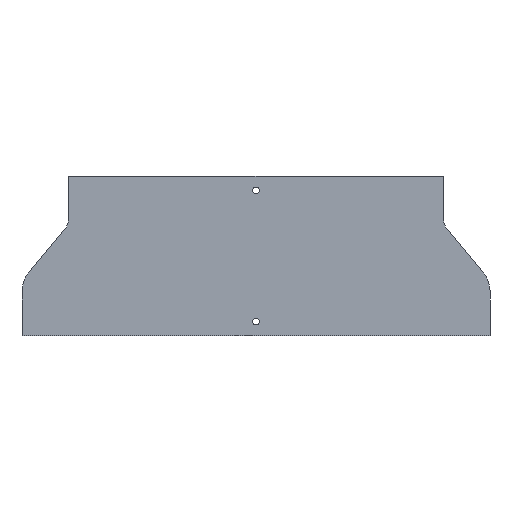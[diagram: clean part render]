
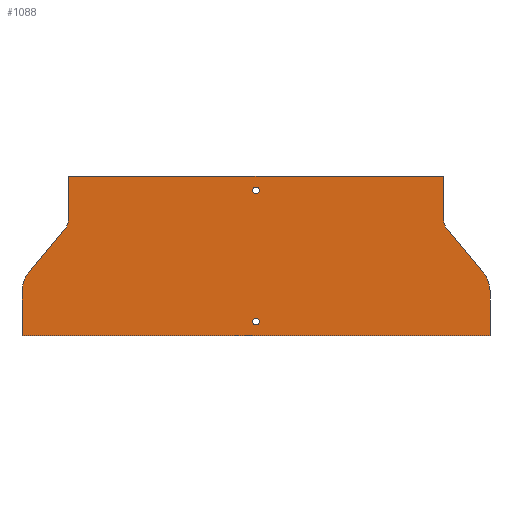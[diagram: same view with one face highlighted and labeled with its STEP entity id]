
A CAD part, front view. The second image highlights one B-rep face of the part: STEP entity #1088.
In plain terms, the highlighted planar face has unit normal (0, -1, 0).
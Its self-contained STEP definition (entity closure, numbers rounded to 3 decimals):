
#6 = EDGE_LOOP ( 'NONE', ( #1140 ) ) ;
#13 = DIRECTION ( 'NONE',  ( 0., -1., 0. ) ) ;
#14 = DIRECTION ( 'NONE',  ( 0., 0., -1. ) ) ;
#34 = LINE ( 'NONE', #1342, #36 ) ;
#36 = VECTOR ( 'NONE', #1296, 1000. ) ;
#49 = LINE ( 'NONE', #1375, #54 ) ;
#54 = VECTOR ( 'NONE', #1379, 1000. ) ;
#60 = LINE ( 'NONE', #1409, #62 ) ;
#62 = VECTOR ( 'NONE', #1363, 1000. ) ;
#65 = CIRCLE ( 'NONE', #305, 20. ) ;
#70 = LINE ( 'NONE', #1277, #72 ) ;
#72 = VECTOR ( 'NONE', #1308, 1000. ) ;
#75 = CIRCLE ( 'NONE', #307, 30. ) ;
#86 = LINE ( 'NONE', #1314, #88 ) ;
#88 = VECTOR ( 'NONE', #1315, 1000. ) ;
#91 = LINE ( 'NONE', #1402, #94 ) ;
#94 = VECTOR ( 'NONE', #1365, 1000. ) ;
#108 = LINE ( 'NONE', #1273, #112 ) ;
#112 = VECTOR ( 'NONE', #1350, 1000. ) ;
#115 = CIRCLE ( 'NONE', #313, 30. ) ;
#120 = LINE ( 'NONE', #1300, #122 ) ;
#122 = VECTOR ( 'NONE', #1297, 1000. ) ;
#125 = CIRCLE ( 'NONE', #315, 20. ) ;
#128 = CIRCLE ( 'NONE', #317, 3.5 ) ;
#131 = CIRCLE ( 'NONE', #318, 3.5 ) ;
#227 = FACE_OUTER_BOUND ( 'NONE', #1534, .T. ) ;
#235 = FACE_BOUND ( 'NONE', #662, .T. ) ;
#241 = FACE_BOUND ( 'NONE', #6, .T. ) ;
#285 = VERTEX_POINT ( 'NONE', #507 ) ;
#291 = VERTEX_POINT ( 'NONE', #503 ) ;
#305 = AXIS2_PLACEMENT_3D ( 'NONE', #1321, #1322, #1276 ) ;
#307 = AXIS2_PLACEMENT_3D ( 'NONE', #1312, #1318, #1319 ) ;
#313 = AXIS2_PLACEMENT_3D ( 'NONE', #1298, #1299, #1294 ) ;
#315 = AXIS2_PLACEMENT_3D ( 'NONE', #1387, #1386, #1362 ) ;
#317 = AXIS2_PLACEMENT_3D ( 'NONE', #1355, #13, #14 ) ;
#318 = AXIS2_PLACEMENT_3D ( 'NONE', #829, #830, #831 ) ;
#342 = AXIS2_PLACEMENT_3D ( 'NONE', #982, #979, #986 ) ;
#426 = CARTESIAN_POINT ( 'NONE',  ( 243.047, 0., -103.035 ) ) ;
#428 = CARTESIAN_POINT ( 'NONE',  ( -200., 0., -44.139 ) ) ;
#442 = CARTESIAN_POINT ( 'NONE',  ( 250., 0., -122.241 ) ) ;
#444 = CARTESIAN_POINT ( 'NONE',  ( 200., 0., -44.139 ) ) ;
#449 = CARTESIAN_POINT ( 'NONE',  ( -200., 0., 0. ) ) ;
#450 = CARTESIAN_POINT ( 'NONE',  ( 200., 0., 0. ) ) ;
#455 = CARTESIAN_POINT ( 'NONE',  ( 204.636, 0., -56.942 ) ) ;
#460 = CARTESIAN_POINT ( 'NONE',  ( 250., 0., -170. ) ) ;
#467 = CARTESIAN_POINT ( 'NONE',  ( -250., 0., -170. ) ) ;
#470 = CARTESIAN_POINT ( 'NONE',  ( -250., 0., -122.241 ) ) ;
#475 = CARTESIAN_POINT ( 'NONE',  ( -204.636, 0., -56.942 ) ) ;
#477 = CARTESIAN_POINT ( 'NONE',  ( -243.047, 0., -103.035 ) ) ;
#503 = CARTESIAN_POINT ( 'NONE',  ( 0., 0., -158.5 ) ) ;
#507 = CARTESIAN_POINT ( 'NONE',  ( 0., 0., -18.5 ) ) ;
#550 = EDGE_CURVE ( 'NONE', #1428, #1449, #34, .T. ) ;
#559 = EDGE_CURVE ( 'NONE', #1449, #1450, #49, .T. ) ;
#564 = EDGE_CURVE ( 'NONE', #1450, #1444, #60, .T. ) ;
#567 = EDGE_CURVE ( 'NONE', #1444, #1455, #65, .T. ) ;
#570 = EDGE_CURVE ( 'NONE', #1455, #1424, #70, .T. ) ;
#573 = EDGE_CURVE ( 'NONE', #1424, #1442, #75, .T. ) ;
#580 = EDGE_CURVE ( 'NONE', #1442, #1460, #86, .T. ) ;
#583 = EDGE_CURVE ( 'NONE', #1460, #1467, #91, .T. ) ;
#593 = EDGE_CURVE ( 'NONE', #1467, #1470, #108, .T. ) ;
#596 = EDGE_CURVE ( 'NONE', #1470, #1477, #115, .T. ) ;
#599 = EDGE_CURVE ( 'NONE', #1477, #1475, #120, .T. ) ;
#602 = EDGE_CURVE ( 'NONE', #1475, #1428, #125, .T. ) ;
#604 = EDGE_CURVE ( 'NONE', #291, #291, #128, .T. ) ;
#605 = EDGE_CURVE ( 'NONE', #285, #285, #131, .T. ) ;
#662 = EDGE_LOOP ( 'NONE', ( #1141 ) ) ;
#829 = CARTESIAN_POINT ( 'NONE',  ( 0., 0., -15. ) ) ;
#830 = DIRECTION ( 'NONE',  ( 0., -1., 0. ) ) ;
#831 = DIRECTION ( 'NONE',  ( 0., 0., -1. ) ) ;
#979 = DIRECTION ( 'NONE',  ( 0., 1., 0. ) ) ;
#982 = CARTESIAN_POINT ( 'NONE',  ( -220., 0., -44.139 ) ) ;
#984 = PLANE ( 'NONE',  #342 ) ;
#986 = DIRECTION ( 'NONE',  ( 0., 0., 1. ) ) ;
#1088 = ADVANCED_FACE ( 'NONE', ( #235, #241, #227 ), #984, .F. ) ;
#1128 = ORIENTED_EDGE ( 'NONE', *, *, #596, .F. ) ;
#1129 = ORIENTED_EDGE ( 'NONE', *, *, #599, .F. ) ;
#1130 = ORIENTED_EDGE ( 'NONE', *, *, #602, .F. ) ;
#1131 = ORIENTED_EDGE ( 'NONE', *, *, #550, .F. ) ;
#1132 = ORIENTED_EDGE ( 'NONE', *, *, #559, .F. ) ;
#1133 = ORIENTED_EDGE ( 'NONE', *, *, #564, .F. ) ;
#1134 = ORIENTED_EDGE ( 'NONE', *, *, #567, .F. ) ;
#1135 = ORIENTED_EDGE ( 'NONE', *, *, #570, .F. ) ;
#1136 = ORIENTED_EDGE ( 'NONE', *, *, #573, .F. ) ;
#1137 = ORIENTED_EDGE ( 'NONE', *, *, #580, .F. ) ;
#1138 = ORIENTED_EDGE ( 'NONE', *, *, #583, .F. ) ;
#1139 = ORIENTED_EDGE ( 'NONE', *, *, #593, .F. ) ;
#1140 = ORIENTED_EDGE ( 'NONE', *, *, #605, .F. ) ;
#1141 = ORIENTED_EDGE ( 'NONE', *, *, #604, .F. ) ;
#1273 = CARTESIAN_POINT ( 'NONE',  ( -250., 0., -122.241 ) ) ;
#1276 = DIRECTION ( 'NONE',  ( 0., 0., -1. ) ) ;
#1277 = CARTESIAN_POINT ( 'NONE',  ( 204.636, 0., -56.942 ) ) ;
#1294 = DIRECTION ( 'NONE',  ( 0., 0., 1. ) ) ;
#1296 = DIRECTION ( 'NONE',  ( 0., 0., 1. ) ) ;
#1297 = DIRECTION ( 'NONE',  ( 0.64, 0., 0.768 ) ) ;
#1298 = CARTESIAN_POINT ( 'NONE',  ( -220., 0., -122.241 ) ) ;
#1299 = DIRECTION ( 'NONE',  ( 0., 1., 0. ) ) ;
#1300 = CARTESIAN_POINT ( 'NONE',  ( -204.636, 0., -56.942 ) ) ;
#1308 = DIRECTION ( 'NONE',  ( 0.64, 0., -0.768 ) ) ;
#1312 = CARTESIAN_POINT ( 'NONE',  ( 220., 0., -122.241 ) ) ;
#1314 = CARTESIAN_POINT ( 'NONE',  ( 250., 0., -122.241 ) ) ;
#1315 = DIRECTION ( 'NONE',  ( 0., 0., -1. ) ) ;
#1318 = DIRECTION ( 'NONE',  ( 0., 1., 0. ) ) ;
#1319 = DIRECTION ( 'NONE',  ( 0., 0., -1. ) ) ;
#1321 = CARTESIAN_POINT ( 'NONE',  ( 220., 0., -44.139 ) ) ;
#1322 = DIRECTION ( 'NONE',  ( 0., -1., 0. ) ) ;
#1342 = CARTESIAN_POINT ( 'NONE',  ( -200., 0., 0. ) ) ;
#1350 = DIRECTION ( 'NONE',  ( 0., 0., 1. ) ) ;
#1355 = CARTESIAN_POINT ( 'NONE',  ( 0., 0., -155. ) ) ;
#1362 = DIRECTION ( 'NONE',  ( 0., 0., 1. ) ) ;
#1363 = DIRECTION ( 'NONE',  ( 0., 0., -1. ) ) ;
#1365 = DIRECTION ( 'NONE',  ( -1., 0., 0. ) ) ;
#1375 = CARTESIAN_POINT ( 'NONE',  ( -200., 0., 0. ) ) ;
#1379 = DIRECTION ( 'NONE',  ( 1., 0., 0. ) ) ;
#1386 = DIRECTION ( 'NONE',  ( 0., -1., 0. ) ) ;
#1387 = CARTESIAN_POINT ( 'NONE',  ( -220., 0., -44.139 ) ) ;
#1402 = CARTESIAN_POINT ( 'NONE',  ( -250., 0., -170. ) ) ;
#1409 = CARTESIAN_POINT ( 'NONE',  ( 200., 0., 0. ) ) ;
#1424 = VERTEX_POINT ( 'NONE', #426 ) ;
#1428 = VERTEX_POINT ( 'NONE', #428 ) ;
#1442 = VERTEX_POINT ( 'NONE', #442 ) ;
#1444 = VERTEX_POINT ( 'NONE', #444 ) ;
#1449 = VERTEX_POINT ( 'NONE', #449 ) ;
#1450 = VERTEX_POINT ( 'NONE', #450 ) ;
#1455 = VERTEX_POINT ( 'NONE', #455 ) ;
#1460 = VERTEX_POINT ( 'NONE', #460 ) ;
#1467 = VERTEX_POINT ( 'NONE', #467 ) ;
#1470 = VERTEX_POINT ( 'NONE', #470 ) ;
#1475 = VERTEX_POINT ( 'NONE', #475 ) ;
#1477 = VERTEX_POINT ( 'NONE', #477 ) ;
#1534 = EDGE_LOOP ( 'NONE', ( #1139, #1138, #1137, #1136, #1135, #1134, #1133, #1132, #1131, #1130, #1129, #1128 ) ) ;
